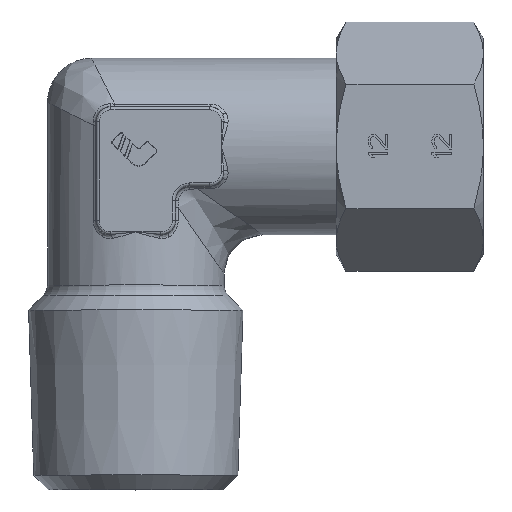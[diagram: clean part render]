
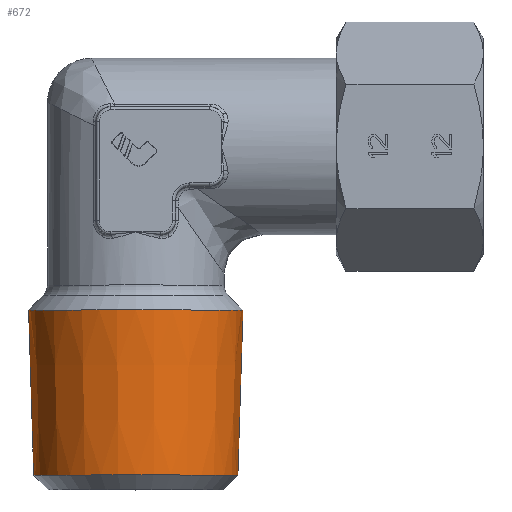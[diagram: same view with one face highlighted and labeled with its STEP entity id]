
A CAD part, top view. The second image highlights one B-rep face of the part: STEP entity #672.
In plain terms, the highlighted conical face has half-angle 1.78 degrees and reference radius 10.668 mm.
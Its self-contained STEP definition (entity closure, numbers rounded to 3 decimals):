
#672=ADVANCED_FACE('',(#1762),#1763,.T.);
#1762=FACE_OUTER_BOUND('',#3479,.T.);
#1763=CONICAL_SURFACE('',#3480,10.668,0.031);
#3479=EDGE_LOOP('',(#6909,#6910,#6911,#6912));
#3480=AXIS2_PLACEMENT_3D('',#6913,#6914,#6915);
#6909=ORIENTED_EDGE('',*,*,#11175,.T.);
#6910=ORIENTED_EDGE('',*,*,#11176,.T.);
#6911=ORIENTED_EDGE('',*,*,#11177,.T.);
#6912=ORIENTED_EDGE('',*,*,#11022,.T.);
#6913=CARTESIAN_POINT('',(0.0,-25.091,0.0));
#6914=DIRECTION('',(-0.0,1.0,-0.0));
#6915=DIRECTION('',(1.0,0.0,0.0));
#11022=EDGE_CURVE('',#12959,#12957,#12960,.T.);
#11175=EDGE_CURVE('',#12957,#13218,#13219,.T.);
#11176=EDGE_CURVE('',#13218,#13220,#13221,.T.);
#11177=EDGE_CURVE('',#13220,#12959,#13222,.T.);
#12957=VERTEX_POINT('',#15792);
#12959=VERTEX_POINT('',#15795);
#12960=CIRCLE('',#15796,10.406);
#13218=VERTEX_POINT('',#16294);
#13219=LINE('',#16295,#16296);
#13220=VERTEX_POINT('',#16297);
#13221=CIRCLE('',#16298,10.929);
#13222=LINE('',#16299,#16300);
#15792=CARTESIAN_POINT('',(10.406,-33.502,0.));
#15795=CARTESIAN_POINT('',(-10.406,-33.502,0.0));
#15796=AXIS2_PLACEMENT_3D('',#20979,#20980,#20981);
#16294=CARTESIAN_POINT('',(10.929,-16.679,0.0));
#16295=CARTESIAN_POINT('',(10.668,-25.091,0.));
#16296=VECTOR('',#21153,1.0);
#16297=CARTESIAN_POINT('',(-10.929,-16.679,0.));
#16298=AXIS2_PLACEMENT_3D('',#21154,#21155,#21156);
#16299=CARTESIAN_POINT('',(-10.668,-25.091,0.));
#16300=VECTOR('',#21157,1.0);
#20979=CARTESIAN_POINT('',(0.,-33.502,0.0));
#20980=DIRECTION('',(-0.0,1.0,0.0));
#20981=DIRECTION('',(1.0,0.0,0.0));
#21153=DIRECTION('',(0.031,1.,0.));
#21154=CARTESIAN_POINT('',(0.0,-16.679,0.0));
#21155=DIRECTION('',(0.0,-1.0,0.0));
#21156=DIRECTION('',(-1.0,0.0,0.0));
#21157=DIRECTION('',(0.031,-1.,0.));
